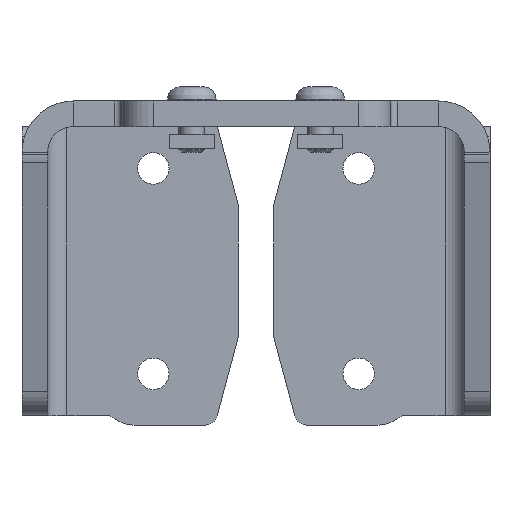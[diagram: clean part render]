
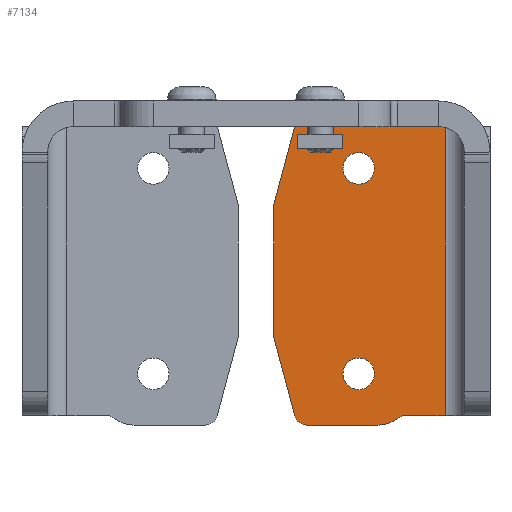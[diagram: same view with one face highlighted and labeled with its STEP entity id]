
A CAD part, front view. The second image highlights one B-rep face of the part: STEP entity #7134.
In plain terms, the highlighted planar face has unit normal (0, -1, 0).
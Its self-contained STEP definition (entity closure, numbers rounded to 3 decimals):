
#358=FACE_BOUND('',#1376,.T.);
#359=FACE_BOUND('',#1377,.T.);
#576=CIRCLE('',#7689,2.459);
#585=CIRCLE('',#7701,2.459);
#598=CIRCLE('',#7720,2.);
#600=CIRCLE('',#7723,5.);
#601=CIRCLE('',#7725,2.);
#608=CIRCLE('',#7735,2.);
#609=CIRCLE('',#7737,5.);
#610=CIRCLE('',#7739,2.);
#614=CIRCLE('',#7749,2.);
#617=CIRCLE('',#7757,2.);
#969=FACE_OUTER_BOUND('',#1375,.T.);
#1375=EDGE_LOOP('',(#5866,#5867,#5868,#5869,#5870,#5871,#5872,#5873,#5874,
#5875,#5876,#5877,#5878,#5879,#5880,#5881));
#1376=EDGE_LOOP('',(#5882));
#1377=EDGE_LOOP('',(#5883));
#1867=LINE('',#12863,#2419);
#1880=LINE('',#12904,#2432);
#1890=LINE('',#12932,#2442);
#1897=LINE('',#12952,#2449);
#1900=LINE('',#12958,#2452);
#1903=LINE('',#12965,#2455);
#1905=LINE('',#12969,#2457);
#1906=LINE('',#12970,#2458);
#2419=VECTOR('',#9304,10.);
#2432=VECTOR('',#9343,10.);
#2442=VECTOR('',#9373,10.);
#2449=VECTOR('',#9398,10.);
#2452=VECTOR('',#9405,10.);
#2455=VECTOR('',#9412,10.);
#2457=VECTOR('',#9416,10.);
#2458=VECTOR('',#9417,10.);
#3080=VERTEX_POINT('',#12756);
#3089=VERTEX_POINT('',#12780);
#3113=VERTEX_POINT('',#12838);
#3114=VERTEX_POINT('',#12840);
#3116=VERTEX_POINT('',#12846);
#3117=VERTEX_POINT('',#12850);
#3118=VERTEX_POINT('',#12851);
#3122=VERTEX_POINT('',#12861);
#3133=VERTEX_POINT('',#12888);
#3134=VERTEX_POINT('',#12889);
#3135=VERTEX_POINT('',#12894);
#3136=VERTEX_POINT('',#12898);
#3137=VERTEX_POINT('',#12899);
#3144=VERTEX_POINT('',#12926);
#3145=VERTEX_POINT('',#12930);
#3149=VERTEX_POINT('',#12946);
#3152=VERTEX_POINT('',#12964);
#3153=VERTEX_POINT('',#12968);
#3981=EDGE_CURVE('',#3080,#3080,#576,.T.);
#3993=EDGE_CURVE('',#3089,#3089,#585,.T.);
#4021=EDGE_CURVE('',#3113,#3114,#598,.T.);
#4025=EDGE_CURVE('',#3113,#3116,#600,.T.);
#4026=EDGE_CURVE('',#3117,#3118,#601,.T.);
#4032=EDGE_CURVE('',#3117,#3122,#1867,.T.);
#4045=EDGE_CURVE('',#3133,#3134,#608,.T.);
#4048=EDGE_CURVE('',#3135,#3134,#609,.T.);
#4050=EDGE_CURVE('',#3136,#3137,#610,.T.);
#4053=EDGE_CURVE('',#3136,#3135,#1880,.T.);
#4065=EDGE_CURVE('',#3144,#3122,#614,.T.);
#4067=EDGE_CURVE('',#3144,#3145,#1890,.T.);
#4074=EDGE_CURVE('',#3149,#3145,#617,.T.);
#4077=EDGE_CURVE('',#3116,#3118,#1897,.T.);
#4080=EDGE_CURVE('',#3149,#3137,#1900,.T.);
#4083=EDGE_CURVE('',#3152,#3114,#1903,.T.);
#4085=EDGE_CURVE('',#3153,#3133,#1905,.T.);
#4086=EDGE_CURVE('',#3153,#3152,#1906,.T.);
#5866=ORIENTED_EDGE('',*,*,#4026,.F.);
#5867=ORIENTED_EDGE('',*,*,#4032,.T.);
#5868=ORIENTED_EDGE('',*,*,#4065,.F.);
#5869=ORIENTED_EDGE('',*,*,#4067,.T.);
#5870=ORIENTED_EDGE('',*,*,#4074,.F.);
#5871=ORIENTED_EDGE('',*,*,#4080,.T.);
#5872=ORIENTED_EDGE('',*,*,#4050,.F.);
#5873=ORIENTED_EDGE('',*,*,#4053,.T.);
#5874=ORIENTED_EDGE('',*,*,#4048,.T.);
#5875=ORIENTED_EDGE('',*,*,#4045,.F.);
#5876=ORIENTED_EDGE('',*,*,#4085,.F.);
#5877=ORIENTED_EDGE('',*,*,#4086,.T.);
#5878=ORIENTED_EDGE('',*,*,#4083,.T.);
#5879=ORIENTED_EDGE('',*,*,#4021,.F.);
#5880=ORIENTED_EDGE('',*,*,#4025,.T.);
#5881=ORIENTED_EDGE('',*,*,#4077,.T.);
#5882=ORIENTED_EDGE('',*,*,#3981,.T.);
#5883=ORIENTED_EDGE('',*,*,#3993,.T.);
#6425=PLANE('',#7764);
#7134=ADVANCED_FACE('',(#969,#358,#359),#6425,.T.);
#7689=AXIS2_PLACEMENT_3D('',#12758,#9202,#9203);
#7701=AXIS2_PLACEMENT_3D('',#12782,#9229,#9230);
#7720=AXIS2_PLACEMENT_3D('',#12841,#9282,#9283);
#7723=AXIS2_PLACEMENT_3D('',#12848,#9290,#9291);
#7725=AXIS2_PLACEMENT_3D('',#12852,#9294,#9295);
#7735=AXIS2_PLACEMENT_3D('',#12890,#9326,#9327);
#7737=AXIS2_PLACEMENT_3D('',#12895,#9332,#9333);
#7739=AXIS2_PLACEMENT_3D('',#12900,#9337,#9338);
#7749=AXIS2_PLACEMENT_3D('',#12928,#9368,#9369);
#7757=AXIS2_PLACEMENT_3D('',#12947,#9390,#9391);
#7764=AXIS2_PLACEMENT_3D('',#12967,#9414,#9415);
#9202=DIRECTION('center_axis',(0.,1.,0.));
#9203=DIRECTION('ref_axis',(-1.,0.,0.));
#9229=DIRECTION('center_axis',(0.,1.,0.));
#9230=DIRECTION('ref_axis',(-1.,0.,0.));
#9282=DIRECTION('center_axis',(0.,-1.,0.));
#9283=DIRECTION('ref_axis',(-0.327,0.,-0.945));
#9290=DIRECTION('center_axis',(0.,-1.,0.));
#9291=DIRECTION('ref_axis',(0.,0.,
1.));
#9294=DIRECTION('center_axis',(0.,1.,0.));
#9295=DIRECTION('ref_axis',(-0.609,0.,0.793));
#9304=DIRECTION('',(-0.259,0.,-0.966));
#9326=DIRECTION('center_axis',(0.,-1.,0.));
#9327=DIRECTION('ref_axis',(-0.327,0.,0.945));
#9332=DIRECTION('center_axis',(0.,-1.,0.));
#9333=DIRECTION('ref_axis',(0.714,0.,-0.7));
#9337=DIRECTION('center_axis',(0.,1.,0.));
#9338=DIRECTION('ref_axis',(-0.609,0.,-0.793));
#9343=DIRECTION('',(1.,0.,0.));
#9368=DIRECTION('center_axis',(0.,1.,0.));
#9369=DIRECTION('ref_axis',(-0.991,0.,0.131));
#9373=DIRECTION('',(0.,0.,-1.));
#9390=DIRECTION('center_axis',(0.,1.,0.));
#9391=DIRECTION('ref_axis',(-0.991,0.,-0.131));
#9398=DIRECTION('',(-1.,0.,0.));
#9405=DIRECTION('',(0.259,0.,-0.966));
#9412=DIRECTION('',(-1.,0.,0.));
#9414=DIRECTION('center_axis',(0.,-1.,0.));
#9415=DIRECTION('ref_axis',(0.,0.,
-1.));
#9416=DIRECTION('',(-1.,0.,0.));
#9417=DIRECTION('',(0.,0.,1.));
#12756=CARTESIAN_POINT('',(18.458,216.,-6.5));
#12758=CARTESIAN_POINT('Origin',(16.,216.,-6.5));
#12780=CARTESIAN_POINT('',(18.458,216.,-38.5));
#12782=CARTESIAN_POINT('Origin',(16.,216.,-38.5));
#12838=CARTESIAN_POINT('',(22.093,216.,0.429));
#12840=CARTESIAN_POINT('',(23.33,216.,0.));
#12841=CARTESIAN_POINT('Origin',(23.33,216.,2.));
#12846=CARTESIAN_POINT('',(19.,216.,1.5));
#12848=CARTESIAN_POINT('Origin',(19.,216.,-3.5));
#12850=CARTESIAN_POINT('',(6.034,216.,0.018));
#12851=CARTESIAN_POINT('',(7.965,216.,1.5));
#12852=CARTESIAN_POINT('Origin',(7.965,216.,-0.5));
#12861=CARTESIAN_POINT('',(2.818,216.,-11.983));
#12863=CARTESIAN_POINT('',(0.664,216.,-20.02));
#12888=CARTESIAN_POINT('',(23.33,216.,-45.));
#12889=CARTESIAN_POINT('',(22.093,216.,-45.429));
#12890=CARTESIAN_POINT('Origin',(23.33,216.,-47.));
#12894=CARTESIAN_POINT('',(19.,216.,-46.5));
#12895=CARTESIAN_POINT('Origin',(19.,216.,-41.5));
#12898=CARTESIAN_POINT('',(7.965,216.,-46.5));
#12899=CARTESIAN_POINT('',(6.034,216.,-45.018));
#12900=CARTESIAN_POINT('Origin',(7.965,216.,-44.5));
#12904=CARTESIAN_POINT('',(3.215,216.,-46.5));
#12926=CARTESIAN_POINT('',(2.75,216.,-12.5));
#12928=CARTESIAN_POINT('Origin',(4.75,216.,-12.5));
#12930=CARTESIAN_POINT('',(2.75,216.,-32.5));
#12932=CARTESIAN_POINT('',(2.75,216.,0.));
#12946=CARTESIAN_POINT('',(2.818,216.,-33.017));
#12947=CARTESIAN_POINT('Origin',(4.75,216.,-32.5));
#12952=CARTESIAN_POINT('',(9.5,216.,1.5));
#12958=CARTESIAN_POINT('',(3.679,216.,-36.23));
#12964=CARTESIAN_POINT('',(29.45,216.,0.));
#12965=CARTESIAN_POINT('',(36.927,216.,0.));
#12967=CARTESIAN_POINT('Origin',(19.838,216.,-22.5));
#12968=CARTESIAN_POINT('',(29.45,216.,-45.));
#12969=CARTESIAN_POINT('',(36.927,216.,-45.));
#12970=CARTESIAN_POINT('',(29.45,216.,-22.5));
